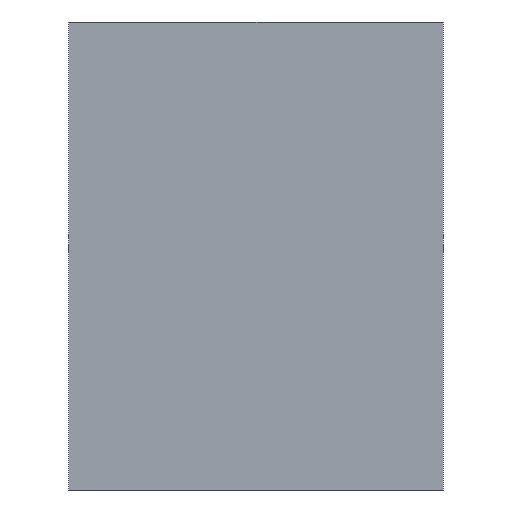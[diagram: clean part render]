
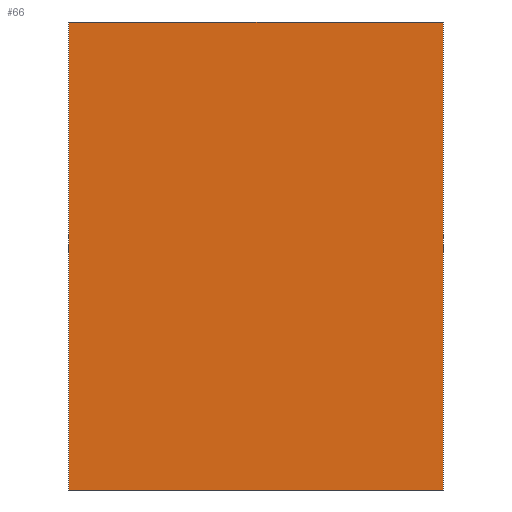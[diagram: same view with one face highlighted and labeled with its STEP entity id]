
A CAD part, left-side view. The second image highlights one B-rep face of the part: STEP entity #66.
In plain terms, the highlighted planar face has unit normal (-1, 0, 0).
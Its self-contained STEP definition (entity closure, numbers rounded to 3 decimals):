
#66=ADVANCED_FACE('',(#129),#130,.F.);
#129=FACE_OUTER_BOUND('',#186,.T.);
#130=PLANE('',#187);
#186=EDGE_LOOP('',(#305,#306,#307,#308));
#187=AXIS2_PLACEMENT_3D('',#309,#310,#311);
#305=ORIENTED_EDGE('',*,*,#380,.T.);
#306=ORIENTED_EDGE('',*,*,#374,.F.);
#307=ORIENTED_EDGE('',*,*,#377,.F.);
#308=ORIENTED_EDGE('',*,*,#369,.F.);
#309=CARTESIAN_POINT('',(0.0,1.0,1.25));
#310=DIRECTION('',(1.0,0.0,0.0));
#311=DIRECTION('',(0.0,0.0,-1.0));
#369=EDGE_CURVE('',#438,#440,#441,.T.);
#374=EDGE_CURVE('',#447,#449,#450,.T.);
#377=EDGE_CURVE('',#440,#447,#453,.T.);
#380=EDGE_CURVE('',#438,#449,#456,.T.);
#438=VERTEX_POINT('',#539);
#440=VERTEX_POINT('',#542);
#441=LINE('',#543,#544);
#447=VERTEX_POINT('',#552);
#449=VERTEX_POINT('',#555);
#450=LINE('',#556,#557);
#453=LINE('',#561,#562);
#456=LINE('',#566,#567);
#539=CARTESIAN_POINT('',(0.0,2.0,2.5));
#542=CARTESIAN_POINT('',(0.0,0.0,2.5));
#543=CARTESIAN_POINT('',(0.0,1.0,2.5));
#544=VECTOR('',#598,1.0);
#552=CARTESIAN_POINT('',(0.0,0.0,0.0));
#555=CARTESIAN_POINT('',(0.0,2.0,0.0));
#556=CARTESIAN_POINT('',(0.0,1.0,0.0));
#557=VECTOR('',#602,1.0);
#561=CARTESIAN_POINT('',(0.0,0.0,1.25));
#562=VECTOR('',#604,1.0);
#566=CARTESIAN_POINT('',(0.0,2.0,1.25));
#567=VECTOR('',#606,1.0);
#598=DIRECTION('',(0.0,-1.0,0.0));
#602=DIRECTION('',(0.0,1.0,0.0));
#604=DIRECTION('',(0.0,0.0,-1.0));
#606=DIRECTION('',(0.0,0.0,-1.0));
